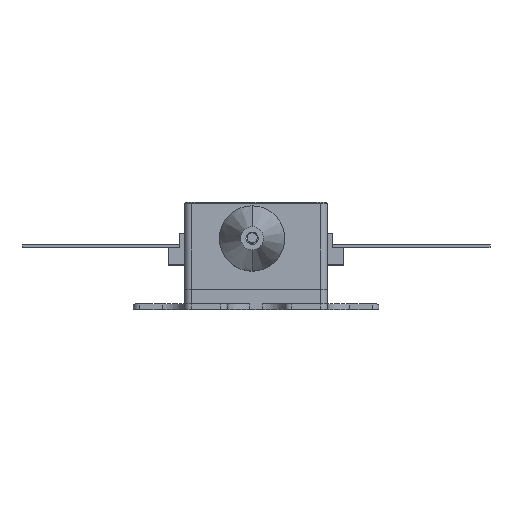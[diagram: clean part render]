
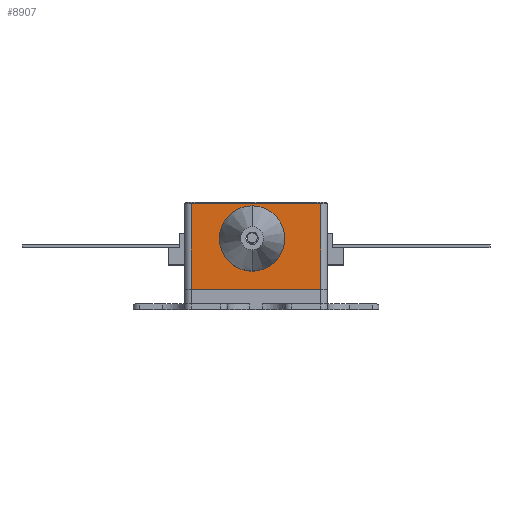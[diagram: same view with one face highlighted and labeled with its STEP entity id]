
A CAD part, top view. The second image highlights one B-rep face of the part: STEP entity #8907.
In plain terms, the highlighted planar face has unit normal (0, 0, 1).
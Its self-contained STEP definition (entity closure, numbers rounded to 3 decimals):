
#1601 = CARTESIAN_POINT ( 'NONE',  ( -24.358, 1.786, 17.488 ) ) ;
#2010 = CARTESIAN_POINT ( 'NONE',  ( -21.178, 1.786, 17.488 ) ) ;
#2011 = DIRECTION ( 'NONE',  ( 1., 0., 0. ) ) ;
#2012 = DIRECTION ( 'NONE',  ( 0., 0., 1. ) ) ;
#2013 = CARTESIAN_POINT ( 'NONE',  ( -22.768, 1.786, 17.488 ) ) ;
#2014 = AXIS2_PLACEMENT_3D ( 'NONE', #2013, #2012, #2011 ) ;
#2015 = CIRCLE ( 'NONE', #2014, 1.59 ) ;
#7227 = VERTEX_POINT ( 'NONE', #1601 ) ;
#7498 = EDGE_CURVE ( 'NONE', #7227, #7499, #2015, .T. ) ;
#7499 = VERTEX_POINT ( 'NONE', #2010 ) ;
#8727 = VERTEX_POINT ( 'NONE', #12093 ) ;
#8742 = EDGE_CURVE ( 'NONE', #8743, #8843, #12079, .T. ) ;
#8743 = VERTEX_POINT ( 'NONE', #12083 ) ;
#8780 = ORIENTED_EDGE ( 'NONE', *, *, #8781, .T. ) ;
#8781 = EDGE_CURVE ( 'NONE', #8727, #8743, #12356, .T. ) ;
#8782 = ORIENTED_EDGE ( 'NONE', *, *, #8742, .T. ) ;
#8783 = ORIENTED_EDGE ( 'NONE', *, *, #8784, .T. ) ;
#8784 = EDGE_CURVE ( 'NONE', #8843, #8905, #12351, .T. ) ;
#8843 = VERTEX_POINT ( 'NONE', #12773 ) ;
#8904 = EDGE_CURVE ( 'NONE', #8905, #8727, #12541, .T. ) ;
#8905 = VERTEX_POINT ( 'NONE', #12533 ) ;
#8907 = ADVANCED_FACE ( 'NONE', ( #12526, #12525 ), #12510, .T. ) ;
#8908 = EDGE_LOOP ( 'NONE', ( #8909, #8911 ) ) ;
#8909 = ORIENTED_EDGE ( 'NONE', *, *, #8910, .F. ) ;
#8910 = EDGE_CURVE ( 'NONE', #7499, #7227, #12509, .T. ) ;
#8911 = ORIENTED_EDGE ( 'NONE', *, *, #7498, .F. ) ;
#8912 = EDGE_LOOP ( 'NONE', ( #8913, #8780, #8782, #8783 ) ) ;
#8913 = ORIENTED_EDGE ( 'NONE', *, *, #8904, .T. ) ;
#12079 = LINE ( 'NONE', #12086, #12085 ) ;
#12083 = CARTESIAN_POINT ( 'NONE',  ( -28.174, -2.714, 17.488 ) ) ;
#12084 = DIRECTION ( 'NONE',  ( 1., 0., 0. ) ) ;
#12085 = VECTOR ( 'NONE', #12084, 1000. ) ;
#12086 = CARTESIAN_POINT ( 'NONE',  ( -28.774, -2.714, 17.488 ) ) ;
#12093 = CARTESIAN_POINT ( 'NONE',  ( -28.174, 4.886, 17.488 ) ) ;
#12348 = DIRECTION ( 'NONE',  ( 0., 1., 0. ) ) ;
#12349 = VECTOR ( 'NONE', #12348, 1000. ) ;
#12350 = CARTESIAN_POINT ( 'NONE',  ( -16.674, 4.886, 17.488 ) ) ;
#12351 = LINE ( 'NONE', #12350, #12349 ) ;
#12353 = DIRECTION ( 'NONE',  ( 0., -1., 0. ) ) ;
#12354 = VECTOR ( 'NONE', #12353, 1000. ) ;
#12355 = CARTESIAN_POINT ( 'NONE',  ( -28.174, -2.714, 17.488 ) ) ;
#12356 = LINE ( 'NONE', #12355, #12354 ) ;
#12496 = DIRECTION ( 'NONE',  ( 1., 0., 0. ) ) ;
#12498 = DIRECTION ( 'NONE',  ( 0., 0., 1. ) ) ;
#12500 = CARTESIAN_POINT ( 'NONE',  ( -22.768, 1.786, 17.488 ) ) ;
#12502 = AXIS2_PLACEMENT_3D ( 'NONE', #12500, #12498, #12496 ) ;
#12505 = DIRECTION ( 'NONE',  ( 1., 0., 0. ) ) ;
#12506 = DIRECTION ( 'NONE',  ( 0., 0., 1. ) ) ;
#12507 = CARTESIAN_POINT ( 'NONE',  ( -28.774, -2.714, 17.488 ) ) ;
#12508 = AXIS2_PLACEMENT_3D ( 'NONE', #12507, #12506, #12505 ) ;
#12509 = CIRCLE ( 'NONE', #12502, 1.59 ) ;
#12510 = PLANE ( 'NONE',  #12508 ) ;
#12525 = FACE_OUTER_BOUND ( 'NONE', #8912, .T. ) ;
#12526 = FACE_BOUND ( 'NONE', #8908, .T. ) ;
#12533 = CARTESIAN_POINT ( 'NONE',  ( -16.674, 4.886, 17.488 ) ) ;
#12534 = DIRECTION ( 'NONE',  ( -1., 0., 0. ) ) ;
#12535 = VECTOR ( 'NONE', #12534, 1000. ) ;
#12536 = CARTESIAN_POINT ( 'NONE',  ( -28.774, 4.886, 17.488 ) ) ;
#12541 = LINE ( 'NONE', #12536, #12535 ) ;
#12773 = CARTESIAN_POINT ( 'NONE',  ( -16.674, -2.714, 17.488 ) ) ;
